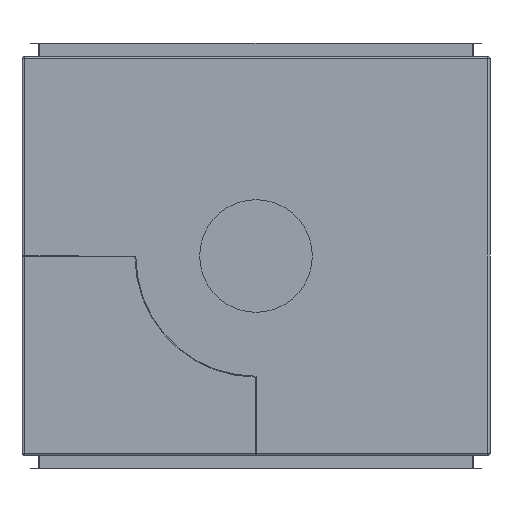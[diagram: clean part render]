
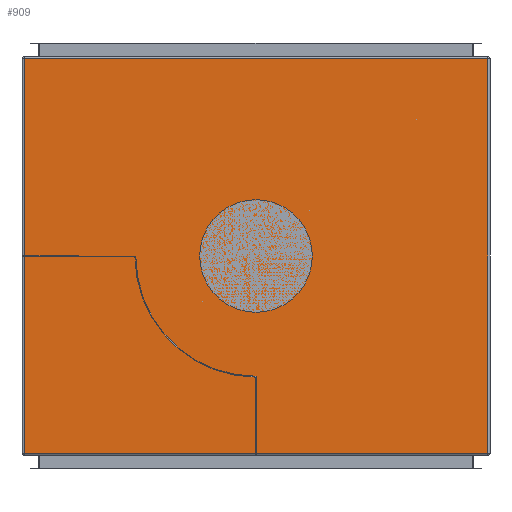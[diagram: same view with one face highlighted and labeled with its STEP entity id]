
A CAD part, front view. The second image highlights one B-rep face of the part: STEP entity #909.
In plain terms, the highlighted planar face has unit normal (0, -1, 0).
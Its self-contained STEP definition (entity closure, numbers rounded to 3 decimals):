
#833 = VERTEX_POINT ( 'NONE', #2993 ) ;
#834 = ORIENTED_EDGE ( 'NONE', *, *, #890, .T. ) ;
#890 = EDGE_CURVE ( 'NONE', #833, #891, #3091, .T. ) ;
#891 = VERTEX_POINT ( 'NONE', #3087 ) ;
#892 = ORIENTED_EDGE ( 'NONE', *, *, #893, .T. ) ;
#893 = EDGE_CURVE ( 'NONE', #891, #913, #3149, .T. ) ;
#909 = ADVANCED_FACE ( 'NONE', ( #3181 ), #3180, .F. ) ;
#910 = EDGE_LOOP ( 'NONE', ( #911, #915, #834, #892 ) ) ;
#911 = ORIENTED_EDGE ( 'NONE', *, *, #912, .T. ) ;
#912 = EDGE_CURVE ( 'NONE', #913, #914, #3178, .T. ) ;
#913 = VERTEX_POINT ( 'NONE', #3171 ) ;
#914 = VERTEX_POINT ( 'NONE', #3170 ) ;
#915 = ORIENTED_EDGE ( 'NONE', *, *, #916, .T. ) ;
#916 = EDGE_CURVE ( 'NONE', #914, #833, #3169, .T. ) ;
#2993 = CARTESIAN_POINT ( 'NONE',  ( 535., 0., 455. ) ) ;
#3087 = CARTESIAN_POINT ( 'NONE',  ( -535., 0., 455. ) ) ;
#3088 = DIRECTION ( 'NONE',  ( -1., 0., 0. ) ) ;
#3089 = VECTOR ( 'NONE', #3088, 1000. ) ;
#3090 = CARTESIAN_POINT ( 'NONE',  ( -540., 0., 455. ) ) ;
#3091 = LINE ( 'NONE', #3090, #3089 ) ;
#3146 = DIRECTION ( 'NONE',  ( 0., 0., -1. ) ) ;
#3147 = VECTOR ( 'NONE', #3146, 1000. ) ;
#3148 = CARTESIAN_POINT ( 'NONE',  ( -535., 0., 460. ) ) ;
#3149 = LINE ( 'NONE', #3148, #3147 ) ;
#3166 = DIRECTION ( 'NONE',  ( 0., 0., 1. ) ) ;
#3167 = VECTOR ( 'NONE', #3166, 1000. ) ;
#3168 = CARTESIAN_POINT ( 'NONE',  ( 535., 0., 460. ) ) ;
#3169 = LINE ( 'NONE', #3168, #3167 ) ;
#3170 = CARTESIAN_POINT ( 'NONE',  ( 535., 0., -455. ) ) ;
#3171 = CARTESIAN_POINT ( 'NONE',  ( -535., 0., -455. ) ) ;
#3172 = DIRECTION ( 'NONE',  ( 1., 0., 0. ) ) ;
#3173 = VECTOR ( 'NONE', #3172, 1000. ) ;
#3174 = CARTESIAN_POINT ( 'NONE',  ( -540., 0., -455. ) ) ;
#3175 = DIRECTION ( 'NONE',  ( 0., 0., 1. ) ) ;
#3176 = DIRECTION ( 'NONE',  ( 0., 1., 0. ) ) ;
#3177 = CARTESIAN_POINT ( 'NONE',  ( -540., 0., 460. ) ) ;
#3178 = LINE ( 'NONE', #3174, #3173 ) ;
#3179 = AXIS2_PLACEMENT_3D ( 'NONE', #3177, #3176, #3175 ) ;
#3180 = PLANE ( 'NONE',  #3179 ) ;
#3181 = FACE_OUTER_BOUND ( 'NONE', #910, .T. ) ;
